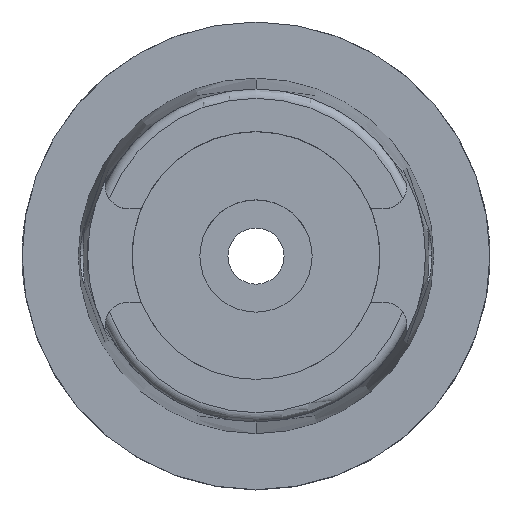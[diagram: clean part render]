
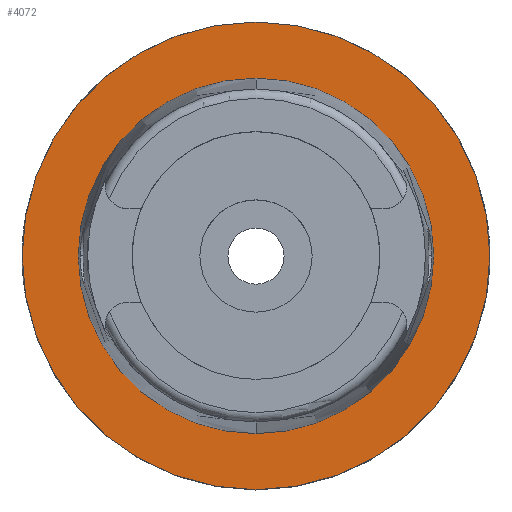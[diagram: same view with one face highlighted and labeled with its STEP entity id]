
A CAD part, top view. The second image highlights one B-rep face of the part: STEP entity #4072.
In plain terms, the highlighted planar face has unit normal (0, 0, 1).
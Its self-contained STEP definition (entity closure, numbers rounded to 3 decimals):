
#2021=CARTESIAN_POINT('',(0.,0.,0.));
#2022=DIRECTION('',(0.,0.,-1.));
#2023=DIRECTION('',(0.,-1.,0.));
#2024=AXIS2_PLACEMENT_3D('',#2021,#2022,#2023);
#2029=CARTESIAN_POINT('',(0.,0.,0.));
#2030=DIRECTION('',(0.,0.,-1.));
#2031=DIRECTION('',(0.,1.,0.));
#2032=AXIS2_PLACEMENT_3D('',#2029,#2030,#2031);
#2037=CARTESIAN_POINT('',(0.,0.,0.));
#2038=DIRECTION('',(0.,0.,1.));
#2039=DIRECTION('',(0.,-1.,0.));
#2040=AXIS2_PLACEMENT_3D('',#2037,#2038,#2039);
#2045=CARTESIAN_POINT('',(0.,0.,0.));
#2046=DIRECTION('',(0.,0.,1.));
#2047=DIRECTION('',(0.,1.,0.));
#2048=AXIS2_PLACEMENT_3D('',#2045,#2046,#2047);
#2345=CARTESIAN_POINT('',(0.,-38.,0.));
#2346=VERTEX_POINT('',#2345);
#2347=CARTESIAN_POINT('',(0.,38.,0.));
#2348=VERTEX_POINT('',#2347);
#2594=CARTESIAN_POINT('',(0.,50.,0.));
#2595=VERTEX_POINT('',#2594);
#2596=CARTESIAN_POINT('',(0.,-50.,0.));
#2597=VERTEX_POINT('',#2596);
#4059=CARTESIAN_POINT('',(0.,0.,0.));
#4060=DIRECTION('',(0.,0.,1.));
#4061=DIRECTION('',(0.,1.,0.));
#4062=AXIS2_PLACEMENT_3D('',#4059,#4060,#4061);
#4063=PLANE('',#4062);
#4064=ORIENTED_EDGE('',*,*,#3824,.T.);
#4065=ORIENTED_EDGE('',*,*,#3933,.T.);
#4066=EDGE_LOOP('',(#4064,#4065));
#4067=FACE_OUTER_BOUND('',#4066,.F.);
#4068=ORIENTED_EDGE('',*,*,#2832,.T.);
#4069=ORIENTED_EDGE('',*,*,#2803,.T.);
#4070=EDGE_LOOP('',(#4068,#4069));
#4071=FACE_BOUND('',#4070,.F.);
#2025=CIRCLE('',#2024,50.);
#2033=CIRCLE('',#2032,50.);
#2041=CIRCLE('',#2040,38.);
#2049=CIRCLE('',#2048,38.);
#2803=EDGE_CURVE('',#2348,#2346,#2049,.T.);
#2832=EDGE_CURVE('',#2346,#2348,#2041,.T.);
#3824=EDGE_CURVE('',#2597,#2595,#2025,.T.);
#3933=EDGE_CURVE('',#2595,#2597,#2033,.T.);
#4072=ADVANCED_FACE('',(#4067,#4071),#4063,.T.);
